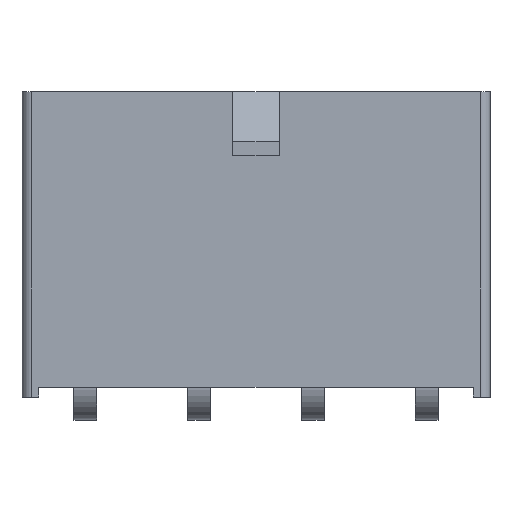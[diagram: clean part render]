
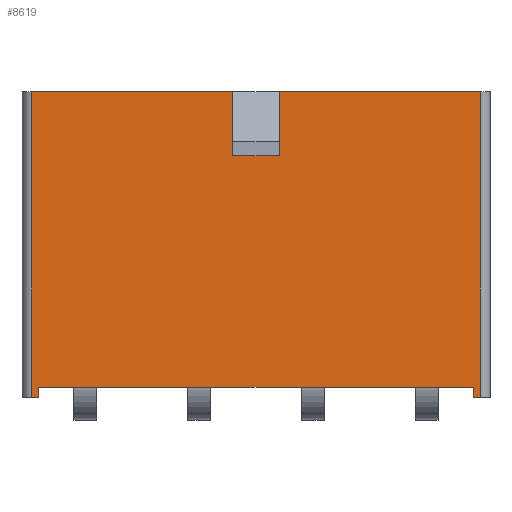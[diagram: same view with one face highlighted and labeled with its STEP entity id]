
A CAD part, top view. The second image highlights one B-rep face of the part: STEP entity #8619.
In plain terms, the highlighted planar face has unit normal (0, 0, 1).
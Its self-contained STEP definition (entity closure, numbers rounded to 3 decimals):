
#378=ORIENTED_EDGE('',*,*,#2092,.F.);
#379=ORIENTED_EDGE('',*,*,#2090,.T.);
#380=ORIENTED_EDGE('',*,*,#2093,.T.);
#381=ORIENTED_EDGE('',*,*,#2094,.T.);
#382=ORIENTED_EDGE('',*,*,#2095,.F.);
#383=ORIENTED_EDGE('',*,*,#2096,.F.);
#384=ORIENTED_EDGE('',*,*,#2097,.F.);
#385=ORIENTED_EDGE('',*,*,#2098,.T.);
#386=ORIENTED_EDGE('',*,*,#2099,.F.);
#387=ORIENTED_EDGE('',*,*,#2100,.F.);
#388=ORIENTED_EDGE('',*,*,#2101,.T.);
#389=ORIENTED_EDGE('',*,*,#2102,.F.);
#2090=EDGE_CURVE('',#2931,#2930,#3511,.T.);
#2092=EDGE_CURVE('',#2931,#2932,#3513,.T.);
#2093=EDGE_CURVE('',#2930,#2933,#3514,.T.);
#2094=EDGE_CURVE('',#2933,#2934,#3515,.T.);
#2095=EDGE_CURVE('',#2935,#2934,#3516,.T.);
#2096=EDGE_CURVE('',#2936,#2935,#3517,.T.);
#2097=EDGE_CURVE('',#2937,#2936,#3518,.T.);
#2098=EDGE_CURVE('',#2937,#2938,#3519,.T.);
#2099=EDGE_CURVE('',#2939,#2938,#3520,.T.);
#2100=EDGE_CURVE('',#2940,#2939,#3521,.T.);
#2101=EDGE_CURVE('',#2940,#2941,#3522,.T.);
#2102=EDGE_CURVE('',#2932,#2941,#3523,.T.);
#2930=VERTEX_POINT('',#11420);
#2931=VERTEX_POINT('',#11422);
#2932=VERTEX_POINT('',#11426);
#2933=VERTEX_POINT('',#11428);
#2934=VERTEX_POINT('',#11430);
#2935=VERTEX_POINT('',#11432);
#2936=VERTEX_POINT('',#11434);
#2937=VERTEX_POINT('',#11436);
#2938=VERTEX_POINT('',#11438);
#2939=VERTEX_POINT('',#11440);
#2940=VERTEX_POINT('',#11442);
#2941=VERTEX_POINT('',#11444);
#3511=LINE('',#11421,#4322);
#3513=LINE('',#11425,#4324);
#3514=LINE('',#11427,#4325);
#3515=LINE('',#11429,#4326);
#3516=LINE('',#11431,#4327);
#3517=LINE('',#11433,#4328);
#3518=LINE('',#11435,#4329);
#3519=LINE('',#11437,#4330);
#3520=LINE('',#11439,#4331);
#3521=LINE('',#11441,#4332);
#3522=LINE('',#11443,#4333);
#3523=LINE('',#11445,#4334);
#4322=VECTOR('',#9673,1000.);
#4324=VECTOR('',#9677,1000.);
#4325=VECTOR('',#9678,1000.);
#4326=VECTOR('',#9679,1000.);
#4327=VECTOR('',#9680,1000.);
#4328=VECTOR('',#9681,1000.);
#4329=VECTOR('',#9682,1000.);
#4330=VECTOR('',#9683,1000.);
#4331=VECTOR('',#9684,1000.);
#4332=VECTOR('',#9685,1000.);
#4333=VECTOR('',#9686,1000.);
#4334=VECTOR('',#9687,1000.);
#5023=EDGE_LOOP('',(#378,#379,#380,#381,#382,#383,#384,#385,#386,#387,#388,
#389));
#5402=FACE_BOUND('',#5023,.T.);
#5774=PLANE('',#9001);
#8619=ADVANCED_FACE('',(#5402),#5774,.F.);
#9001=AXIS2_PLACEMENT_3D('',#11424,#9675,#9676);
#9673=DIRECTION('',(0.,1.,0.));
#9675=DIRECTION('',(0.,0.,-1.));
#9676=DIRECTION('',(-1.,0.,0.));
#9677=DIRECTION('',(1.,0.,0.));
#9678=DIRECTION('',(-1.,0.,0.));
#9679=DIRECTION('',(0.,-1.,0.));
#9680=DIRECTION('',(-1.,0.,0.));
#9681=DIRECTION('',(0.,-1.,0.));
#9682=DIRECTION('',(-1.,0.,0.));
#9683=DIRECTION('',(0.,-1.,0.));
#9684=DIRECTION('',(-1.,0.,0.));
#9685=DIRECTION('',(0.,-1.,0.));
#9686=DIRECTION('',(-1.,0.,0.));
#9687=DIRECTION('',(0.,1.,0.));
#11420=CARTESIAN_POINT('',(-10.875,7.65,3.4));
#11421=CARTESIAN_POINT('',(-10.875,7.15,3.4));
#11422=CARTESIAN_POINT('',(-10.875,7.15,3.4));
#11424=CARTESIAN_POINT('',(11.725,7.65,3.4));
#11425=CARTESIAN_POINT('',(-10.875,7.15,3.4));
#11426=CARTESIAN_POINT('',(10.875,7.15,3.4));
#11427=CARTESIAN_POINT('',(11.725,7.65,3.4));
#11428=CARTESIAN_POINT('',(-11.225,7.65,3.4));
#11429=CARTESIAN_POINT('',(-11.225,7.65,3.4));
#11430=CARTESIAN_POINT('',(-11.225,-7.65,3.4));
#11431=CARTESIAN_POINT('',(11.725,-7.65,3.4));
#11432=CARTESIAN_POINT('',(-1.175,-7.65,3.4));
#11433=CARTESIAN_POINT('',(-1.175,-4.65,3.4));
#11434=CARTESIAN_POINT('',(-1.175,-4.65,3.4));
#11435=CARTESIAN_POINT('',(1.175,-4.65,3.4));
#11436=CARTESIAN_POINT('',(1.175,-4.65,3.4));
#11437=CARTESIAN_POINT('',(1.175,-4.65,3.4));
#11438=CARTESIAN_POINT('',(1.175,-7.65,3.4));
#11439=CARTESIAN_POINT('',(11.725,-7.65,3.4));
#11440=CARTESIAN_POINT('',(11.225,-7.65,3.4));
#11441=CARTESIAN_POINT('',(11.225,7.65,3.4));
#11442=CARTESIAN_POINT('',(11.225,7.65,3.4));
#11443=CARTESIAN_POINT('',(11.725,7.65,3.4));
#11444=CARTESIAN_POINT('',(10.875,7.65,3.4));
#11445=CARTESIAN_POINT('',(10.875,7.15,3.4));
